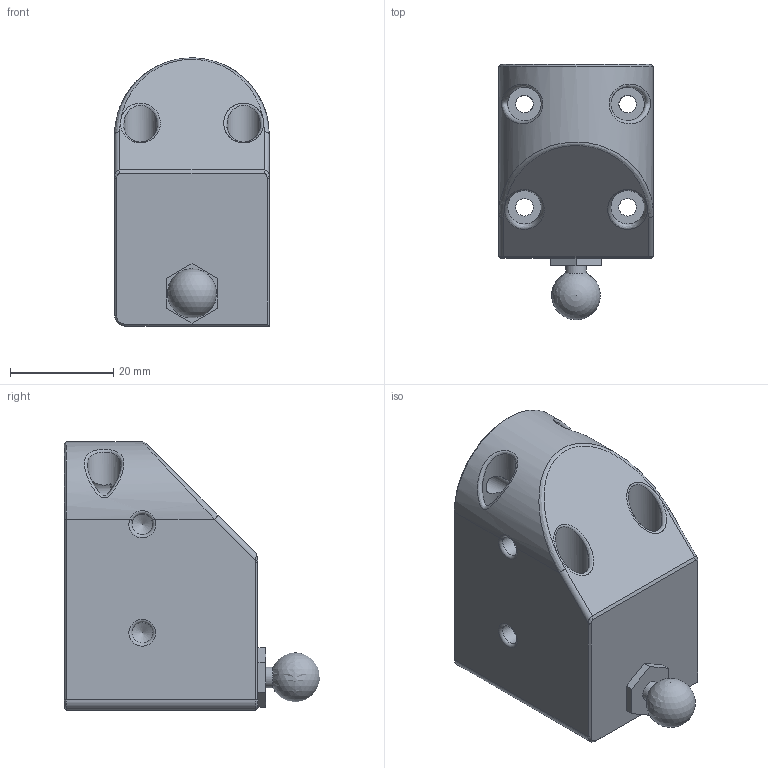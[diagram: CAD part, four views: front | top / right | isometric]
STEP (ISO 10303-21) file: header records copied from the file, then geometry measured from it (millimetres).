
FILE_DESCRIPTION(/* description */ (''),/* implementation_level */ '2;1');
FILE_NAME(/* name */ 'Z_Upper_Magneham_3-X.stp',/* time_stamp */ '2020-09-12T12:19:23-07:00',/* author */ (''),/* organization */ (''),/* preprocessor_version */ 'ST-DEVELOPER v18.1',/* originating_system */ 'Autodesk Translation Framework v9.3.0.1241',/* authorisation */ '');
FILE_SCHEMA (('AUTOMOTIVE_DESIGN { 1 0 10303 214 3 1 1 }'));
Length unit declared in the file: millimetre
Products named in the file (3): Z Upper Magneham; #4613; Component1
Assembly tree (2 placements, depth 3):
  Z Upper Magneham
    #4613
      Component1
Bounding box: 30 x 49.47 x 52 mm (x, y, z)
Volume: 45328.8 mm3; surface area: 12205.8 mm2
Topology: 2 solids, 2 shells, 100 faces, 280 edges, 178 vertices
Faces by surface type: cylinder 34, cone 27, plane 26, bspline 10, torus 2, sphere 1
Full cylindrical faces by diameter (mm): 2.927 x1, 3.4 x4, 4 x15, 6.5 x4
Entity records: 4648 total; most frequent: CARTESIAN_POINT 2030, ORIENTED_EDGE 536, DIRECTION 498, EDGE_CURVE 268, AXIS2_PLACEMENT_3D 193, VERTEX_POINT 178, EDGE_LOOP 132, LINE 112
